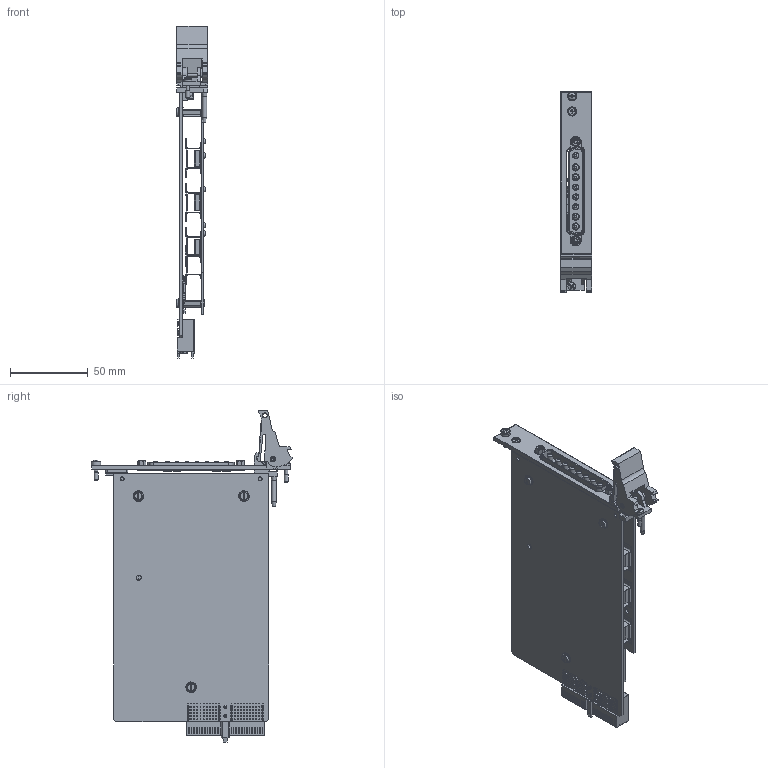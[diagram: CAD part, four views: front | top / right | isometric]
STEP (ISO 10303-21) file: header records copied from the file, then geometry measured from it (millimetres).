
FILE_DESCRIPTION (( 'STEP AP214' ), '1' );
FILE_NAME ('40-182-002 PXI 20A Solid State 3 x SPDT Module.STEP', '2013-09-19T13:59:26', ( 'admin' ), ( '' ), 'SwSTEP 2.0', 'SolidWorks 2012', '' );
FILE_SCHEMA (( 'AUTOMOTIVE_DESIGN' ));
Length unit declared in the file: millimetre
Products named in the file (1): 40-182-002 PXI 20A Solid State 3 x SPDT Module
Bounding box: 20.1 x 129.67 x 213.98 mm (x, y, z)
Surface area: 82429.3 mm2 (no closed solid volume)
Topology: 0 solids, 276 shells, 2039 faces, 8283 edges, 6358 vertices
Faces by surface type: plane 1511, cylinder 458, torus 39, cone 28, sphere 3
Full cylindrical faces by diameter (mm): 0.6 x110, 1.35 x20, 2 x5, 2.05 x4, 2.5 x3, 2.6 x2, 2.7 x1, 2.8 x1, 3 x3, 3.3 x1, 3.5 x9, 4.7 x4, 5 x1, 5.3 x1, 5.9 x1, 6 x3, 6.8 x3
Entity records: 109711 total; most frequent: CARTESIAN_POINT 21307, DIRECTION 13144, ORIENTED_EDGE 11252, EDGE_CURVE 7931, VERTEX_POINT 6235, LINE 6064, VECTOR 6064, AXIS2_PLACEMENT_3D 3540
